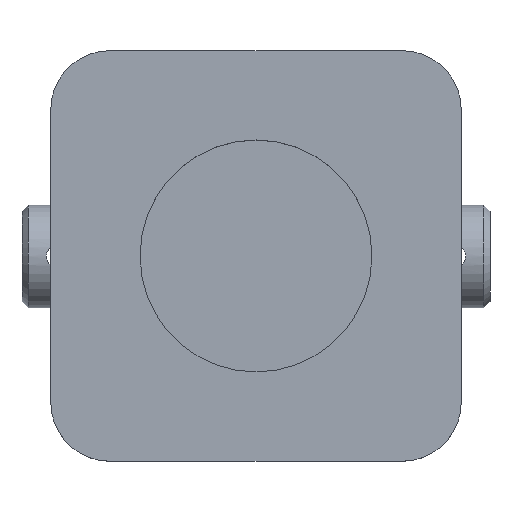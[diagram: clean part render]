
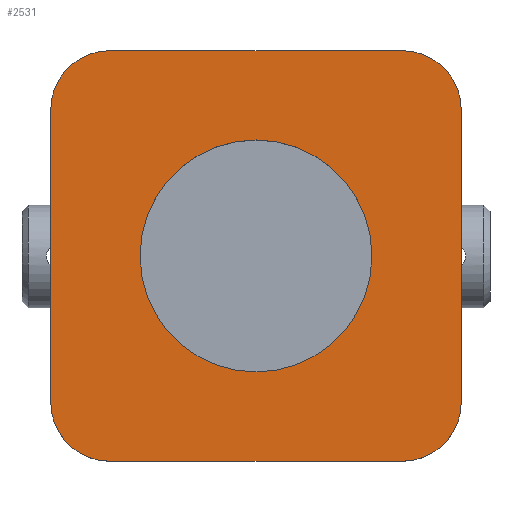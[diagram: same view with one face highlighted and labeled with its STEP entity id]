
A CAD part, top view. The second image highlights one B-rep face of the part: STEP entity #2531.
In plain terms, the highlighted planar face has unit normal (0, 0, 1).
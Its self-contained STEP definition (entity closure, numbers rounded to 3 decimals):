
#162=LINE('',#3702,#310);
#163=LINE('',#3703,#311);
#164=LINE('',#3704,#312);
#165=LINE('',#3705,#313);
#310=VECTOR('',#3111,1000.);
#311=VECTOR('',#3112,1000.);
#312=VECTOR('',#3113,1000.);
#313=VECTOR('',#3114,1000.);
#380=PLANE('',#2689);
#427=CIRCLE('',#2662,7.3);
#428=CIRCLE('',#2664,7.3);
#429=CIRCLE('',#2666,7.3);
#430=CIRCLE('',#2668,7.3);
#437=CIRCLE('',#2690,14.35);
#737=ORIENTED_EDGE('',*,*,#1123,.T.);
#738=ORIENTED_EDGE('',*,*,#1090,.T.);
#739=ORIENTED_EDGE('',*,*,#1124,.T.);
#740=ORIENTED_EDGE('',*,*,#1087,.T.);
#741=ORIENTED_EDGE('',*,*,#1125,.T.);
#742=ORIENTED_EDGE('',*,*,#1081,.T.);
#743=ORIENTED_EDGE('',*,*,#1126,.T.);
#744=ORIENTED_EDGE('',*,*,#1084,.T.);
#745=ORIENTED_EDGE('',*,*,#1127,.F.);
#1081=EDGE_CURVE('',#1287,#1288,#427,.T.);
#1084=EDGE_CURVE('',#1289,#1290,#428,.T.);
#1087=EDGE_CURVE('',#1291,#1292,#429,.T.);
#1090=EDGE_CURVE('',#1293,#1294,#430,.T.);
#1123=EDGE_CURVE('',#1290,#1293,#162,.T.);
#1124=EDGE_CURVE('',#1294,#1291,#163,.T.);
#1125=EDGE_CURVE('',#1292,#1287,#164,.T.);
#1126=EDGE_CURVE('',#1288,#1289,#165,.T.);
#1127=EDGE_CURVE('',#1321,#1321,#437,.T.);
#1287=VERTEX_POINT('',#3597);
#1288=VERTEX_POINT('',#3599);
#1289=VERTEX_POINT('',#3603);
#1290=VERTEX_POINT('',#3605);
#1291=VERTEX_POINT('',#3609);
#1292=VERTEX_POINT('',#3611);
#1293=VERTEX_POINT('',#3615);
#1294=VERTEX_POINT('',#3617);
#1321=VERTEX_POINT('',#3707);
#1441=EDGE_LOOP('',(#737,#738,#739,#740,#741,#742,#743,#744));
#1442=EDGE_LOOP('',(#745));
#1591=FACE_BOUND('',#1441,.T.);
#1592=FACE_BOUND('',#1442,.T.);
#2531=ADVANCED_FACE('',(#1591,#1592),#380,.T.);
#2662=AXIS2_PLACEMENT_3D('',#3600,#3033,#3034);
#2664=AXIS2_PLACEMENT_3D('',#3606,#3039,#3040);
#2666=AXIS2_PLACEMENT_3D('',#3612,#3045,#3046);
#2668=AXIS2_PLACEMENT_3D('',#3618,#3051,#3052);
#2689=AXIS2_PLACEMENT_3D('',#3701,#3109,#3110);
#2690=AXIS2_PLACEMENT_3D('',#3706,#3115,#3116);
#3033=DIRECTION('',(0.,0.,1.));
#3034=DIRECTION('',(1.,0.,0.));
#3039=DIRECTION('',(0.,0.,1.));
#3040=DIRECTION('',(1.,0.,0.));
#3045=DIRECTION('',(0.,0.,1.));
#3046=DIRECTION('',(1.,0.,0.));
#3051=DIRECTION('',(0.,0.,1.));
#3052=DIRECTION('',(1.,0.,0.));
#3109=DIRECTION('',(0.,0.,1.));
#3110=DIRECTION('',(1.,0.,0.));
#3111=DIRECTION('',(0.,1.,0.));
#3112=DIRECTION('',(-1.,0.,0.));
#3113=DIRECTION('',(0.,-1.,0.));
#3114=DIRECTION('',(1.,0.,0.));
#3115=DIRECTION('',(0.,0.,1.));
#3116=DIRECTION('',(1.,0.,0.));
#3597=CARTESIAN_POINT('',(-25.4,-18.1,0.));
#3599=CARTESIAN_POINT('',(-18.1,-25.4,0.));
#3600=CARTESIAN_POINT('',(-18.1,-18.1,0.));
#3603=CARTESIAN_POINT('',(18.1,-25.4,0.));
#3605=CARTESIAN_POINT('',(25.4,-18.1,0.));
#3606=CARTESIAN_POINT('',(18.1,-18.1,0.));
#3609=CARTESIAN_POINT('',(-18.1,25.4,0.));
#3611=CARTESIAN_POINT('',(-25.4,18.1,0.));
#3612=CARTESIAN_POINT('',(-18.1,18.1,0.));
#3615=CARTESIAN_POINT('',(25.4,18.1,0.));
#3617=CARTESIAN_POINT('',(18.1,25.4,0.));
#3618=CARTESIAN_POINT('',(18.1,18.1,0.));
#3701=CARTESIAN_POINT('',(-25.4,-25.4,0.));
#3702=CARTESIAN_POINT('',(25.4,25.4,0.));
#3703=CARTESIAN_POINT('',(-25.4,25.4,0.));
#3704=CARTESIAN_POINT('',(-25.4,25.4,0.));
#3705=CARTESIAN_POINT('',(-25.4,-25.4,0.));
#3706=CARTESIAN_POINT('',(0.,0.,0.));
#3707=CARTESIAN_POINT('',(14.35,0.,0.));
